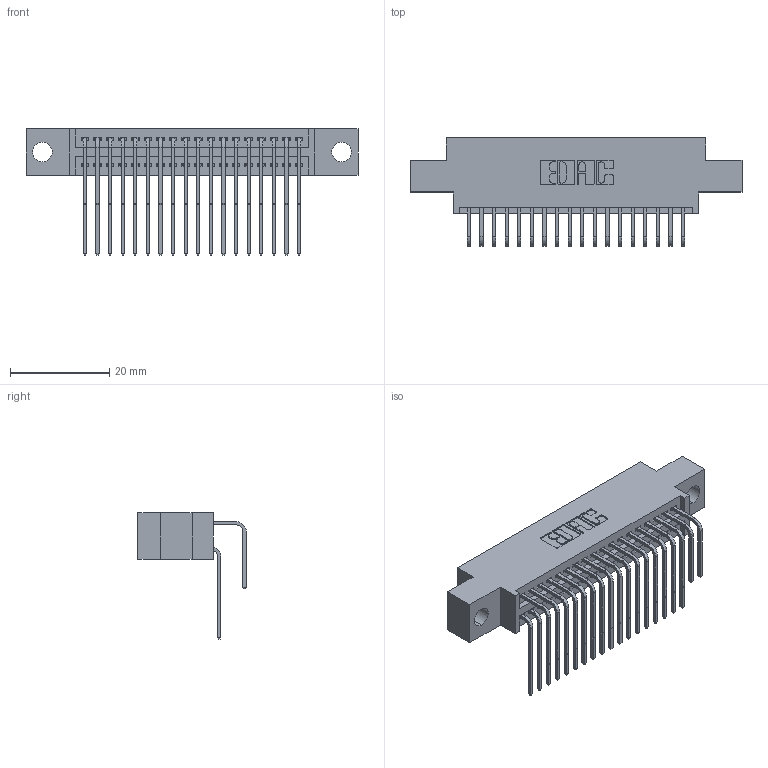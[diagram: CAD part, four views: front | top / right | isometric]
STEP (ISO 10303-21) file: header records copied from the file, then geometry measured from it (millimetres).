
FILE_DESCRIPTION (( 'STEP AP203' ), '1' );
FILE_NAME ('395-036-558-804.STEP', '2018-11-13T21:36:44', ( '' ), ( '' ), 'SwSTEP 2.0', 'SolidWorks 2016', '' );
FILE_SCHEMA (( 'CONFIG_CONTROL_DESIGN' ));
Length unit declared in the file: inch
Products named in the file (4): 345 Part_0.170 Offset - 0.156 Dia-TH; 345-292-001_558 Tail - 2; 395-036-558-804; 345-292-001_558 559 Tail - 1
Assembly tree (37 placements, depth 2):
  395-036-558-804
    345 Part_0.170 Offset - 0.156 Dia-TH
    345-292-001_558 559 Tail - 1  x18
    345-292-001_558 Tail - 2  x18
Bounding box: 66.93 x 21.83 x 25.53 mm (x, y, z)
Volume: 6285.2 mm3; surface area: 9761 mm2
Topology: 37 solids, 37 shells, 2002 faces, 5933 edges, 3906 vertices
Faces by surface type: plane 1344, cylinder 658
Entity records: 19141 total; most frequent: CARTESIAN_POINT 3279, ORIENTED_EDGE 3162, DIRECTION 2893, EDGE_CURVE 1581, LINE 1337, VECTOR 1337, VERTEX_POINT 1050, AXIS2_PLACEMENT_3D 778
